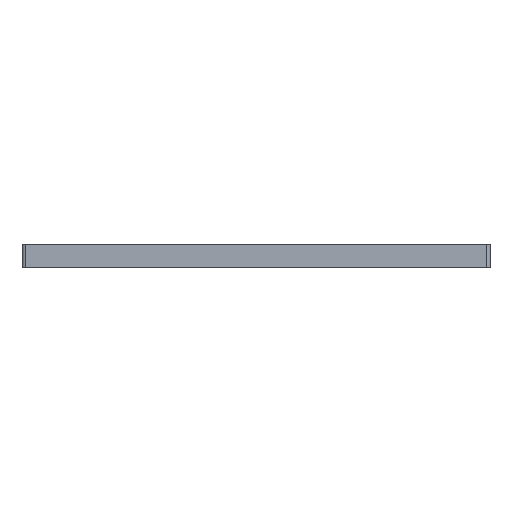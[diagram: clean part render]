
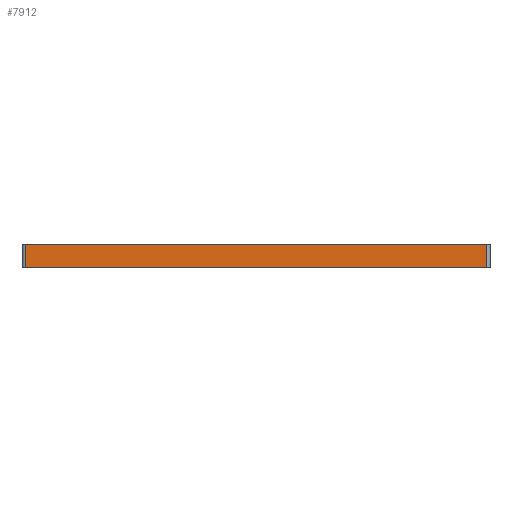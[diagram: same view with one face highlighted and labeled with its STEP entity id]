
A CAD part, left-side view. The second image highlights one B-rep face of the part: STEP entity #7912.
In plain terms, the highlighted planar face has unit normal (-1, 0, 0).
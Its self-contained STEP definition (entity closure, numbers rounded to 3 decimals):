
#3746=CARTESIAN_POINT('',(0.0,0.2,-0.75));
#3747=VERTEX_POINT('',#3746);
#3755=CARTESIAN_POINT('',(0.0,29.8,-0.75));
#3756=VERTEX_POINT('',#3755);
#3757=CARTESIAN_POINT('',(0.0,29.8,-0.75));
#3758=DIRECTION('',(0.0,-1.0,0.0));
#3759=VECTOR('',#3758,29.6);
#3760=LINE('',#3757,#3759);
#3761=EDGE_CURVE('',#3756,#3747,#3760,.T.);
#7550=CARTESIAN_POINT('',(0.0,29.8,0.75));
#7551=VERTEX_POINT('',#7550);
#7559=CARTESIAN_POINT('',(0.0,0.2,0.75));
#7560=VERTEX_POINT('',#7559);
#7561=CARTESIAN_POINT('',(0.0,0.2,0.75));
#7562=DIRECTION('',(0.0,1.0,0.0));
#7563=VECTOR('',#7562,29.6);
#7564=LINE('',#7561,#7563);
#7565=EDGE_CURVE('',#7560,#7551,#7564,.T.);
#7873=CARTESIAN_POINT('',(0.0,29.8,-0.75));
#7874=DIRECTION('',(0.0,0.0,1.0));
#7875=VECTOR('',#7874,1.5);
#7876=LINE('',#7873,#7875);
#7877=EDGE_CURVE('',#3756,#7551,#7876,.T.);
#7896=CARTESIAN_POINT('',(0.0,0.0,0.0));
#7897=DIRECTION('',(-1.0,0.0,0.0));
#7898=DIRECTION('',(0.0,0.0,1.0));
#7899=AXIS2_PLACEMENT_3D('',#7896,#7897,#7898);
#7900=PLANE('',#7899);
#7901=ORIENTED_EDGE('',*,*,#7877,.F.);
#7902=ORIENTED_EDGE('',*,*,#3761,.T.);
#7903=CARTESIAN_POINT('',(0.0,0.2,0.75));
#7904=DIRECTION('',(0.0,0.0,-1.0));
#7905=VECTOR('',#7904,1.5);
#7906=LINE('',#7903,#7905);
#7907=EDGE_CURVE('',#7560,#3747,#7906,.T.);
#7908=ORIENTED_EDGE('',*,*,#7907,.F.);
#7909=ORIENTED_EDGE('',*,*,#7565,.T.);
#7910=EDGE_LOOP('',(#7901,#7902,#7908,#7909));
#7911=FACE_OUTER_BOUND('',#7910,.T.);
#7912=ADVANCED_FACE('',(#7911),#7900,.T.);
